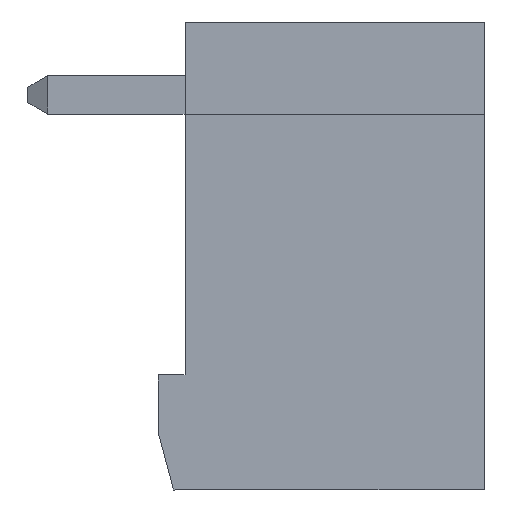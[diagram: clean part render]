
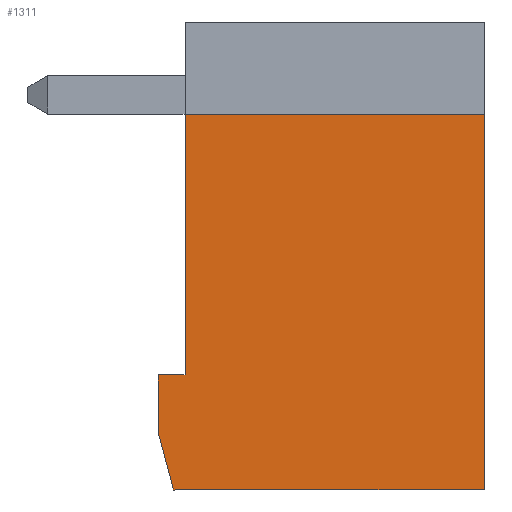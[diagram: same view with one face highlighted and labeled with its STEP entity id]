
A CAD part, front view. The second image highlights one B-rep face of the part: STEP entity #1311.
In plain terms, the highlighted planar face has unit normal (0, -1, 0).
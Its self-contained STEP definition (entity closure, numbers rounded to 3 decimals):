
#1311 = ADVANCED_FACE( '', ( #2885 ), #2886, .F. );
#2885 = FACE_OUTER_BOUND( '', #4719, .T. );
#2886 = PLANE( '', #4720 );
#4719 = EDGE_LOOP( '', ( #8554, #8555, #8556, #8557, #8558, #8559, #8560 ) );
#4720 = AXIS2_PLACEMENT_3D( '', #8561, #8562, #8563 );
#8554 = ORIENTED_EDGE( '', *, *, #11223, .F. );
#8555 = ORIENTED_EDGE( '', *, *, #12262, .F. );
#8556 = ORIENTED_EDGE( '', *, *, #12263, .F. );
#8557 = ORIENTED_EDGE( '', *, *, #12264, .F. );
#8558 = ORIENTED_EDGE( '', *, *, #11406, .F. );
#8559 = ORIENTED_EDGE( '', *, *, #11294, .F. );
#8560 = ORIENTED_EDGE( '', *, *, #11330, .F. );
#8561 = CARTESIAN_POINT( '', ( 59.301, 25.85, -9.8 ) );
#8562 = DIRECTION( '', ( 0., 1., 0. ) );
#8563 = DIRECTION( '', ( 1., 0., 0. ) );
#11223 = EDGE_CURVE( '', #13625, #13567, #13627, .T. );
#11294 = EDGE_CURVE( '', #13746, #13741, #13748, .T. );
#11330 = EDGE_CURVE( '', #13567, #13746, #13806, .T. );
#11406 = EDGE_CURVE( '', #13741, #13937, #13938, .T. );
#12262 = EDGE_CURVE( '', #15132, #13625, #15133, .T. );
#12263 = EDGE_CURVE( '', #15134, #15132, #15135, .T. );
#12264 = EDGE_CURVE( '', #13937, #15134, #15136, .T. );
#13567 = VERTEX_POINT( '', #16869 );
#13625 = VERTEX_POINT( '', #16959 );
#13627 = LINE( '', #16962, #16963 );
#13741 = VERTEX_POINT( '', #17127 );
#13746 = VERTEX_POINT( '', #17134 );
#13748 = LINE( '', #17137, #17138 );
#13806 = LINE( '', #17226, #17227 );
#13937 = VERTEX_POINT( '', #17431 );
#13938 = LINE( '', #17432, #17433 );
#15132 = VERTEX_POINT( '', #19248 );
#15133 = LINE( '', #19249, #19250 );
#15134 = VERTEX_POINT( '', #19251 );
#15135 = LINE( '', #19252, #19253 );
#15136 = LINE( '', #19254, #19255 );
#16869 = CARTESIAN_POINT( '', ( 59.301, 25.85, -8.307 ) );
#16959 = CARTESIAN_POINT( '', ( 59.701, 25.85, -9.8 ) );
#16962 = CARTESIAN_POINT( '', ( 59.301, 25.85, -8.307 ) );
#16963 = VECTOR( '', #20456, 1000. );
#17127 = CARTESIAN_POINT( '', ( 60., 25.85, -6.8 ) );
#17134 = CARTESIAN_POINT( '', ( 59.301, 25.85, -6.8 ) );
#17137 = CARTESIAN_POINT( '', ( 59.901, 25.85, -6.8 ) );
#17138 = VECTOR( '', #20522, 1000. );
#17226 = CARTESIAN_POINT( '', ( 59.301, 25.85, -6.8 ) );
#17227 = VECTOR( '', #20550, 1000. );
#17431 = CARTESIAN_POINT( '', ( 60., 25.85, 0. ) );
#17432 = CARTESIAN_POINT( '', ( 60., 25.85, 0. ) );
#17433 = VECTOR( '', #20624, 1000. );
#19248 = CARTESIAN_POINT( '', ( 67.801, 25.85, -9.8 ) );
#19249 = CARTESIAN_POINT( '', ( 66.303, 25.85, -9.8 ) );
#19250 = VECTOR( '', #21291, 1000. );
#19251 = CARTESIAN_POINT( '', ( 67.801, 25.85, 0. ) );
#19252 = CARTESIAN_POINT( '', ( 67.801, 25.85, -9.8 ) );
#19253 = VECTOR( '', #21292, 1000. );
#19254 = CARTESIAN_POINT( '', ( 67.801, 25.85, 0. ) );
#19255 = VECTOR( '', #21293, 1000. );
#20456 = DIRECTION( '', ( -0.259, 0., 0.966 ) );
#20522 = DIRECTION( '', ( 1., 0., 0. ) );
#20550 = DIRECTION( '', ( 0., 0., 1. ) );
#20624 = DIRECTION( '', ( 0., 0., 1. ) );
#21291 = DIRECTION( '', ( -1., 0., 0. ) );
#21292 = DIRECTION( '', ( 0., 0., -1. ) );
#21293 = DIRECTION( '', ( 1., 0., 0. ) );
